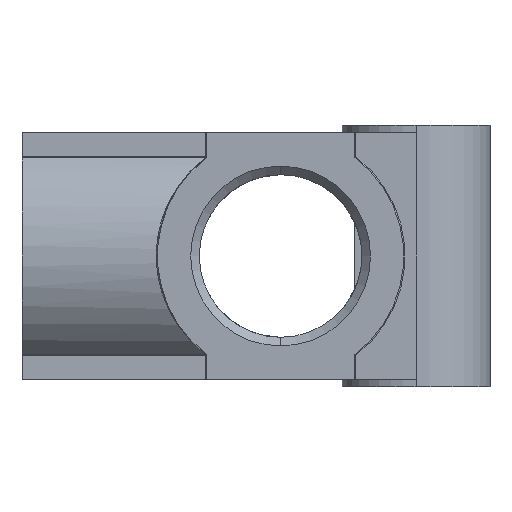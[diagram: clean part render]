
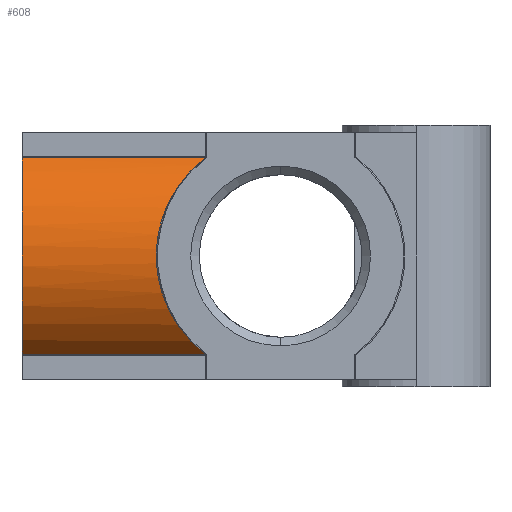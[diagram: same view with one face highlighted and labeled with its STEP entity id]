
A CAD part, left-side view. The second image highlights one B-rep face of the part: STEP entity #608.
In plain terms, the highlighted cylindrical face has radius 10 mm (diameter 20 mm), a partial arc.
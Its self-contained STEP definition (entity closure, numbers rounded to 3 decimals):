
#574 = EDGE_CURVE ( 'NONE', #636, #612, #2773, .T. ) ;
#608 = ADVANCED_FACE ( 'NONE', ( #2871 ), #2870, .T. ) ;
#609 = EDGE_LOOP ( 'NONE', ( #610, #614, #634, #802 ) ) ;
#610 = ORIENTED_EDGE ( 'NONE', *, *, #611, .T. ) ;
#611 = EDGE_CURVE ( 'NONE', #612, #613, #2948, .T. ) ;
#612 = VERTEX_POINT ( 'NONE', #2950 ) ;
#613 = VERTEX_POINT ( 'NONE', #2949 ) ;
#614 = ORIENTED_EDGE ( 'NONE', *, *, #632, .T. ) ;
#632 = EDGE_CURVE ( 'NONE', #613, #633, #2908, .T. ) ;
#633 = VERTEX_POINT ( 'NONE', #2904 ) ;
#634 = ORIENTED_EDGE ( 'NONE', *, *, #635, .F. ) ;
#635 = EDGE_CURVE ( 'NONE', #636, #633, #2918, .T. ) ;
#636 = VERTEX_POINT ( 'NONE', #2913 ) ;
#802 = ORIENTED_EDGE ( 'NONE', *, *, #574, .T. ) ;
#2770 = DIRECTION ( 'NONE',  ( 0., -1., 0. ) ) ;
#2771 = VECTOR ( 'NONE', #2770, 1000. ) ;
#2772 = CARTESIAN_POINT ( 'NONE',  ( -6.04, 21., -7.97 ) ) ;
#2773 = LINE ( 'NONE', #2772, #2771 ) ;
#2870 = CYLINDRICAL_SURFACE ( 'NONE', #2935, 10. ) ;
#2871 = FACE_OUTER_BOUND ( 'NONE', #609, .T. ) ;
#2904 = CARTESIAN_POINT ( 'NONE',  ( -6.04, 21., 7.97 ) ) ;
#2905 = DIRECTION ( 'NONE',  ( 0., 1., 0. ) ) ;
#2906 = VECTOR ( 'NONE', #2905, 1000. ) ;
#2907 = CARTESIAN_POINT ( 'NONE',  ( -6.04, 21., 7.97 ) ) ;
#2908 = LINE ( 'NONE', #2907, #2906 ) ;
#2913 = CARTESIAN_POINT ( 'NONE',  ( -6.04, 21., -7.97 ) ) ;
#2914 = DIRECTION ( 'NONE',  ( 0., 0., 1. ) ) ;
#2915 = DIRECTION ( 'NONE',  ( 0., 1., 0. ) ) ;
#2916 = CARTESIAN_POINT ( 'NONE',  ( 0., 21., 0. ) ) ;
#2917 = AXIS2_PLACEMENT_3D ( 'NONE', #2916, #2915, #2914 ) ;
#2918 = CIRCLE ( 'NONE', #2917, 10. ) ;
#2932 = DIRECTION ( 'NONE',  ( 0., 0., -1. ) ) ;
#2933 = DIRECTION ( 'NONE',  ( 0., -1., 0. ) ) ;
#2934 = CARTESIAN_POINT ( 'NONE',  ( 0., 21., 0. ) ) ;
#2935 = AXIS2_PLACEMENT_3D ( 'NONE', #2934, #2933, #2932 ) ;
#2944 = CARTESIAN_POINT ( 'NONE',  ( -6.04, 6.1, 7.97 ) ) ;
#2945 = CARTESIAN_POINT ( 'NONE',  ( -11.794, 11.912, 3.61 ) ) ;
#2946 = CARTESIAN_POINT ( 'NONE',  ( -11.794, 11.912, -3.61 ) ) ;
#2947 = CARTESIAN_POINT ( 'NONE',  ( -6.04, 6.1, -7.97 ) ) ;
#2948 =( BOUNDED_CURVE ( )  B_SPLINE_CURVE ( 3, ( #2947, #2946, #2945, #2944 ),
 .UNSPECIFIED., .F., .T. ) 
 B_SPLINE_CURVE_WITH_KNOTS ( ( 4, 4 ),
 ( 2.219, 4.064 ),
 .UNSPECIFIED. ) 
 CURVE ( )  GEOMETRIC_REPRESENTATION_ITEM ( )  RATIONAL_B_SPLINE_CURVE ( ( 1., 0.736, 0.736, 1. ) ) 
 REPRESENTATION_ITEM ( '' )  );
#2949 = CARTESIAN_POINT ( 'NONE',  ( -6.04, 6.1, 7.97 ) ) ;
#2950 = CARTESIAN_POINT ( 'NONE',  ( -6.04, 6.1, -7.97 ) ) ;
